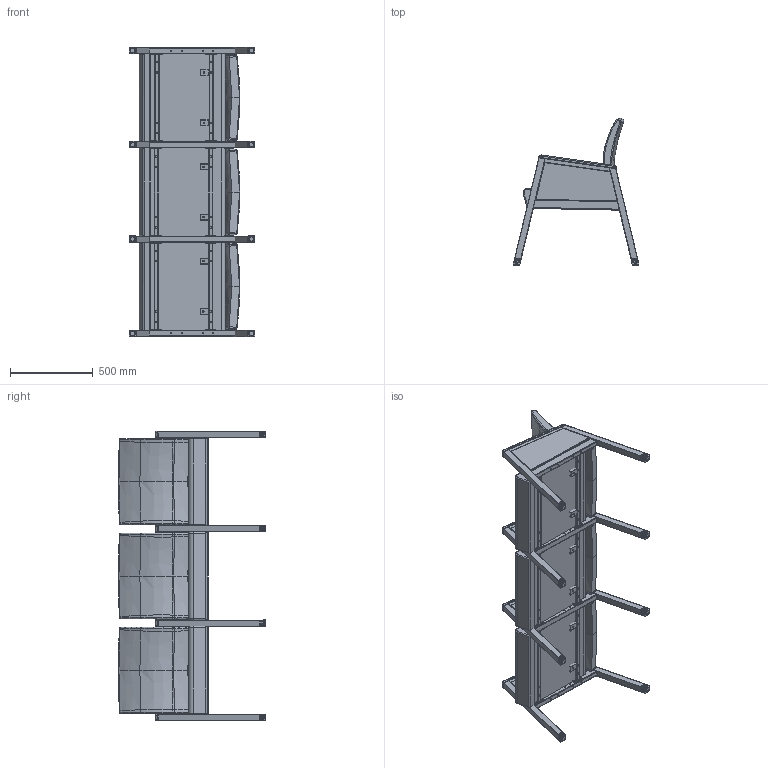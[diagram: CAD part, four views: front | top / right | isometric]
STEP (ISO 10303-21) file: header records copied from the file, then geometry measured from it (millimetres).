
FILE_DESCRIPTION(/* description */ (''),/* implementation_level */ '2;1');
FILE_NAME(/* name */ 'KAD30IPJ.stp',/* time_stamp */ '2016-10-19T14:50:19-04:00',/* author */ ('emerkel'),/* organization */ (''),/* preprocessor_version */ 'ST-DEVELOPER v16.5',/* originating_system */ 'Autodesk Inventor 2017',/* authorisation */ '');
FILE_SCHEMA (('AUTOMOTIVE_DESIGN { 1 0 10303 214 3 1 1 }'));
Products named in the file (31): KAD30IPU; KOW10 MAC BLK; LEG CAP KOL-1; LEG CAP KOL-1_1; GLD BLK 5-16; USEAT KAD10; UBACK KAD10; KAD ARMI BRZ; KAD FRONT LEG-F_MIR_CPY; KAD TOP BAR-F_MIR_CPY; KAD REAR LEG-F_MIR_CPY; KADI BOTTOM  BAR-F; UPANEL KAD10; KAD ARML BRZ; KAD FRONT LEG-F; KAD TOP BAR-F; KAD REAR LEG-F; KAD BOTTOM BAR-F; KAD ARMR BRZ; KAD FRONT LEG-F_MIR; KAD TOP BAR-F_MIR; KAD REAR LEG-F_MIR; KAD BOTTOM BAR-F_MIR; STU1X1.5X21; STU1X1.5X21_1; STU1X1.5X21_2; U-CHANNEL FOR STUBE; ST1X1.5X21; ST1X1.5X21_1; ST1X1.5X21_2; STUBE PLT-4
Assembly tree (56 placements, depth 3):
  KAD30IPU
    KOW10 MAC BLK  x4
    LEG CAP KOL-1  x8
      LEG CAP KOL-1_1
      GLD BLK 5-16
    USEAT KAD10  x3
    UBACK KAD10  x3
    KAD ARMI BRZ  x2
      KAD FRONT LEG-F_MIR_CPY
      KAD TOP BAR-F_MIR_CPY
      KAD REAR LEG-F_MIR_CPY
      KADI BOTTOM  BAR-F
    UPANEL KAD10  x4
    KAD ARML BRZ
      KAD FRONT LEG-F
      KAD TOP BAR-F
      KAD REAR LEG-F
      KAD BOTTOM BAR-F
    KAD ARMR BRZ
      KAD FRONT LEG-F_MIR
      KAD TOP BAR-F_MIR
      KAD REAR LEG-F_MIR
      KAD BOTTOM BAR-F_MIR
    STU1X1.5X21  x3
      STU1X1.5X21_1
      STU1X1.5X21_2
      STUBE PLT-4
      U-CHANNEL FOR STUBE
    ST1X1.5X21  x3
      ST1X1.5X21_1
      ST1X1.5X21_2
      STUBE PLT-4
Bounding box: 762.68 x 891.6 x 1755.78 mm (x, y, z)
Volume: 133208166.4 mm3; surface area: 8986925.3 mm2
Topology: 111 solids, 127 shells, 6597 faces, 14321 edges, 8010 vertices
Faces by surface type: cylinder 2100, plane 1689, bspline 1538, torus 1088, sphere 162, cone 20
Full cylindrical faces by diameter (mm): 4.366 x16, 6.35 x104, 6.528 x16, 7.925 x16, 8.733 x48, 9.525 x54, 9.906 x8, 11.989 x8, 31.75 x8
Entity records: 46726 total; most frequent: CARTESIAN_POINT 19805, ORIENTED_EDGE 5308, DIRECTION 5150, EDGE_CURVE 2656, AXIS2_PLACEMENT_3D 1968, VERTEX_POINT 1628, EDGE_LOOP 1556, FACE_OUTER_BOUND 1216
